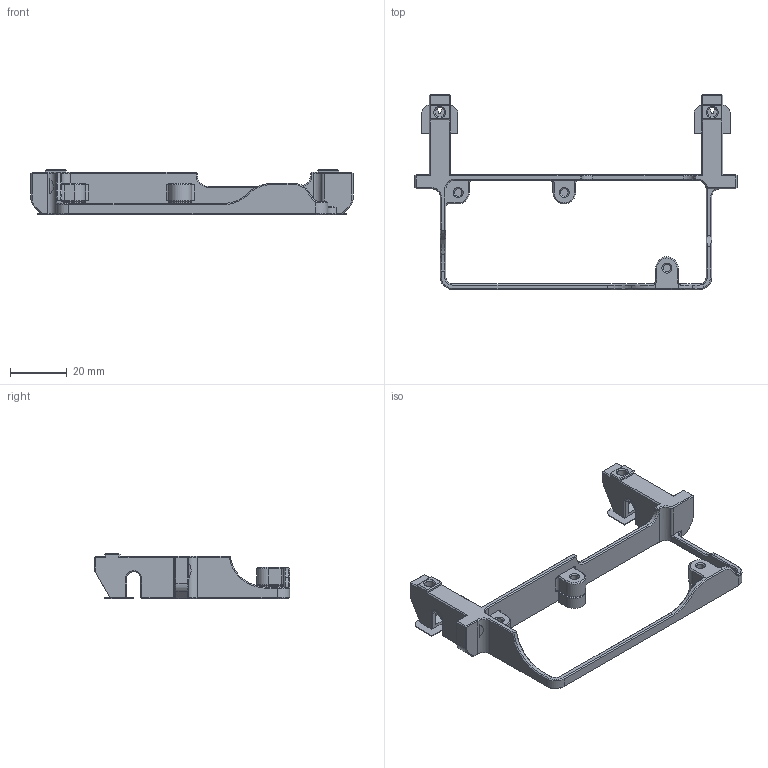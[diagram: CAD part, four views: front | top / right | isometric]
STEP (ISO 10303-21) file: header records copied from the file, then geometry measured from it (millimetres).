
FILE_DESCRIPTION(/* description */ (''),/* implementation_level */ '2;1');
FILE_NAME(/* name */ '[a]_ERCF_Easy_Brd_Bracket_Bottom_Mount_With_Cable_Path.step',/* time_stamp */ '2024-02-18T07:46:39+01:00',/* author */ (''),/* organization */ (''),/* preprocessor_version */ 'ST-DEVELOPER v20',/* originating_system */ 'Autodesk Translation Framework v12.20.1.177',/* authorisation */ '');
FILE_SCHEMA (('AUTOMOTIVE_DESIGN { 1 0 10303 214 3 1 1 }'));
Length unit declared in the file: millimetre
Products named in the file (2): ESYBRD_bracket; ercf_easy_brd bracket bottom_step
Assembly tree (1 placements, depth 2):
  ESYBRD_bracket
    ercf_easy_brd bracket bottom_step
Bounding box: 113.72 x 68.91 x 16 mm (x, y, z)
Volume: 11728.9 mm3; surface area: 11594.5 mm2
Topology: 6 solids, 9 shells, 464 faces, 1152 edges, 703 vertices
Faces by surface type: plane 301, cone 75, cylinder 71, bspline 17
Full cylindrical faces by diameter (mm): 2.7 x3, 3.4 x5, 6 x2
Entity records: 14139 total; most frequent: CARTESIAN_POINT 3102, ORIENTED_EDGE 2304, DIRECTION 2235, EDGE_CURVE 1152, LINE 843, VECTOR 843, VERTEX_POINT 703, AXIS2_PLACEMENT_3D 696
